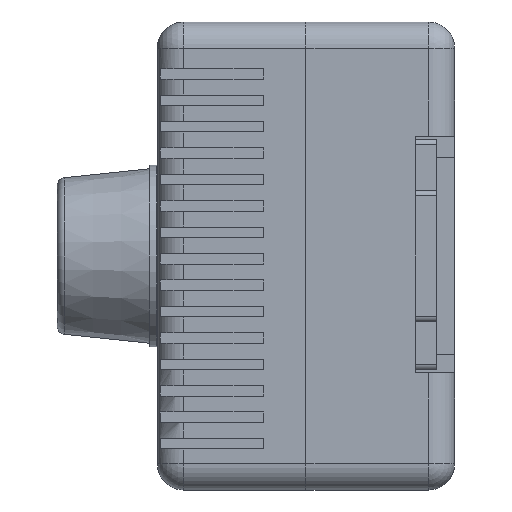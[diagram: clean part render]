
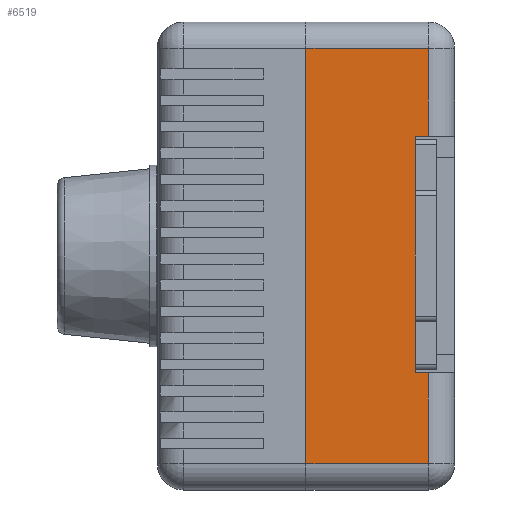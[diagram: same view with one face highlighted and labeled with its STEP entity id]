
A CAD part, left-side view. The second image highlights one B-rep face of the part: STEP entity #6519.
In plain terms, the highlighted planar face has unit normal (-1, 0, 0).
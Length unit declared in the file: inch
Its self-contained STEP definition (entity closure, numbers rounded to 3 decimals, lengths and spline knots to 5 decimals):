
#412 = ORIENTED_EDGE ( 'NONE', *, *, #19767, .F. ) ;
#499 = VECTOR ( 'NONE', #24343, 39.37008 ) ;
#564 = VERTEX_POINT ( 'NONE', #13112 ) ;
#573 = DIRECTION ( 'NONE',  ( 0., -1., 0. ) ) ;
#890 = ORIENTED_EDGE ( 'NONE', *, *, #17462, .T. ) ;
#1009 = LINE ( 'NONE', #16722, #499 ) ;
#1036 = CARTESIAN_POINT ( 'NONE',  ( -1.27953, 0., -0.78583 ) ) ;
#1116 = VERTEX_POINT ( 'NONE', #7949 ) ;
#1563 = DIRECTION ( 'NONE',  ( 0., 0., 1. ) ) ;
#1596 = VECTOR ( 'NONE', #12678, 39.37008 ) ;
#1698 = VERTEX_POINT ( 'NONE', #22374 ) ;
#2324 = VERTEX_POINT ( 'NONE', #16164 ) ;
#2419 = EDGE_CURVE ( 'NONE', #16327, #2800, #14921, .T. ) ;
#2800 = VERTEX_POINT ( 'NONE', #18625 ) ;
#2958 = LINE ( 'NONE', #21667, #23995 ) ;
#3179 = EDGE_CURVE ( 'NONE', #4385, #16327, #15823, .T. ) ;
#3386 = EDGE_CURVE ( 'NONE', #1116, #18004, #5722, .T. ) ;
#3512 = CARTESIAN_POINT ( 'NONE',  ( -1.27953, 0.56299, 0.78583 ) ) ;
#3746 = LINE ( 'NONE', #22808, #7227 ) ;
#3853 = CARTESIAN_POINT ( 'NONE',  ( -1.27953, -0.46299, 0.88583 ) ) ;
#4209 = FACE_OUTER_BOUND ( 'NONE', #17420, .T. ) ;
#4385 = VERTEX_POINT ( 'NONE', #16061 ) ;
#4459 = CARTESIAN_POINT ( 'NONE',  ( -1.27953, 0.56299, -0.78583 ) ) ;
#5009 = CARTESIAN_POINT ( 'NONE',  ( -1.27953, -0.41299, -0.43098 ) ) ;
#5722 = LINE ( 'NONE', #3853, #19905 ) ;
#5861 = EDGE_CURVE ( 'NONE', #2800, #16425, #3746, .T. ) ;
#6519 = ADVANCED_FACE ( 'NONE', ( #4209 ), #23032, .F. ) ;
#6728 = DIRECTION ( 'NONE',  ( 0., 0., 1. ) ) ;
#7095 = CARTESIAN_POINT ( 'NONE',  ( -1.27953, -0.46299, 0.88583 ) ) ;
#7179 = DIRECTION ( 'NONE',  ( 0., -1., 0. ) ) ;
#7227 = VECTOR ( 'NONE', #21066, 39.37008 ) ;
#7342 = ORIENTED_EDGE ( 'NONE', *, *, #19172, .T. ) ;
#7949 = CARTESIAN_POINT ( 'NONE',  ( -1.27953, -0.46299, 0.45278 ) ) ;
#8385 = VECTOR ( 'NONE', #9250, 39.37008 ) ;
#9250 = DIRECTION ( 'NONE',  ( 0., 1., 0. ) ) ;
#9609 = CARTESIAN_POINT ( 'NONE',  ( -1.27953, -0.41299, 0.45278 ) ) ;
#9816 = DIRECTION ( 'NONE',  ( 1., 0., 0. ) ) ;
#10147 = ORIENTED_EDGE ( 'NONE', *, *, #18214, .F. ) ;
#10722 = ORIENTED_EDGE ( 'NONE', *, *, #2419, .T. ) ;
#12006 = VECTOR ( 'NONE', #1563, 39.37008 ) ;
#12397 = VECTOR ( 'NONE', #7179, 39.37008 ) ;
#12678 = DIRECTION ( 'NONE',  ( 0., 0., 1. ) ) ;
#13112 = CARTESIAN_POINT ( 'NONE',  ( -1.27953, 0., 0.78583 ) ) ;
#14921 = LINE ( 'NONE', #18783, #1596 ) ;
#15451 = ORIENTED_EDGE ( 'NONE', *, *, #18104, .T. ) ;
#15696 = VERTEX_POINT ( 'NONE', #1036 ) ;
#15705 = CARTESIAN_POINT ( 'NONE',  ( -1.27953, -0.41299, -0.44206 ) ) ;
#15823 = LINE ( 'NONE', #15705, #22717 ) ;
#15913 = EDGE_CURVE ( 'NONE', #1698, #2324, #22313, .T. ) ;
#16061 = CARTESIAN_POINT ( 'NONE',  ( -1.27953, -0.41299, -0.44206 ) ) ;
#16164 = CARTESIAN_POINT ( 'NONE',  ( -1.27953, -0.46299, -0.44206 ) ) ;
#16327 = VERTEX_POINT ( 'NONE', #5009 ) ;
#16425 = VERTEX_POINT ( 'NONE', #9609 ) ;
#16722 = CARTESIAN_POINT ( 'NONE',  ( -1.27953, 0.86119, -0.44206 ) ) ;
#16878 = ORIENTED_EDGE ( 'NONE', *, *, #3386, .T. ) ;
#16918 = AXIS2_PLACEMENT_3D ( 'NONE', #19058, #9816, #19186 ) ;
#17053 = CARTESIAN_POINT ( 'NONE',  ( -1.27953, -0.46299, 0.78583 ) ) ;
#17420 = EDGE_LOOP ( 'NONE', ( #22220, #10722, #17738, #7342, #16878, #890, #10147, #15451, #22741, #412 ) ) ;
#17462 = EDGE_CURVE ( 'NONE', #18004, #564, #18590, .T. ) ;
#17738 = ORIENTED_EDGE ( 'NONE', *, *, #5861, .T. ) ;
#18004 = VERTEX_POINT ( 'NONE', #17053 ) ;
#18104 = EDGE_CURVE ( 'NONE', #15696, #1698, #19551, .T. ) ;
#18214 = EDGE_CURVE ( 'NONE', #15696, #564, #22018, .T. ) ;
#18590 = LINE ( 'NONE', #3512, #8385 ) ;
#18625 = CARTESIAN_POINT ( 'NONE',  ( -1.27953, -0.41299, 0.44224 ) ) ;
#18783 = CARTESIAN_POINT ( 'NONE',  ( -1.27953, -0.41299, -0.44206 ) ) ;
#19058 = CARTESIAN_POINT ( 'NONE',  ( -1.27953, 0.56299, 0.88583 ) ) ;
#19172 = EDGE_CURVE ( 'NONE', #16425, #1116, #2958, .T. ) ;
#19186 = DIRECTION ( 'NONE',  ( 0., 0., -1. ) ) ;
#19551 = LINE ( 'NONE', #4459, #12397 ) ;
#19688 = DIRECTION ( 'NONE',  ( 0., 0., 1. ) ) ;
#19767 = EDGE_CURVE ( 'NONE', #4385, #2324, #1009, .T. ) ;
#19905 = VECTOR ( 'NONE', #19688, 39.37008 ) ;
#20169 = CARTESIAN_POINT ( 'NONE',  ( -1.27953, 0., 0.88583 ) ) ;
#21066 = DIRECTION ( 'NONE',  ( 0., 0., 1. ) ) ;
#21442 = VECTOR ( 'NONE', #6728, 39.37008 ) ;
#21667 = CARTESIAN_POINT ( 'NONE',  ( -1.27953, 0.86119, 0.45278 ) ) ;
#21939 = DIRECTION ( 'NONE',  ( 0., 0., 1. ) ) ;
#22018 = LINE ( 'NONE', #20169, #12006 ) ;
#22220 = ORIENTED_EDGE ( 'NONE', *, *, #3179, .T. ) ;
#22313 = LINE ( 'NONE', #7095, #21442 ) ;
#22374 = CARTESIAN_POINT ( 'NONE',  ( -1.27953, -0.46299, -0.78583 ) ) ;
#22717 = VECTOR ( 'NONE', #21939, 39.37008 ) ;
#22741 = ORIENTED_EDGE ( 'NONE', *, *, #15913, .T. ) ;
#22808 = CARTESIAN_POINT ( 'NONE',  ( -1.27953, -0.41299, -0.44206 ) ) ;
#23032 = PLANE ( 'NONE',  #16918 ) ;
#23995 = VECTOR ( 'NONE', #573, 39.37008 ) ;
#24343 = DIRECTION ( 'NONE',  ( 0., -1., 0. ) ) ;
